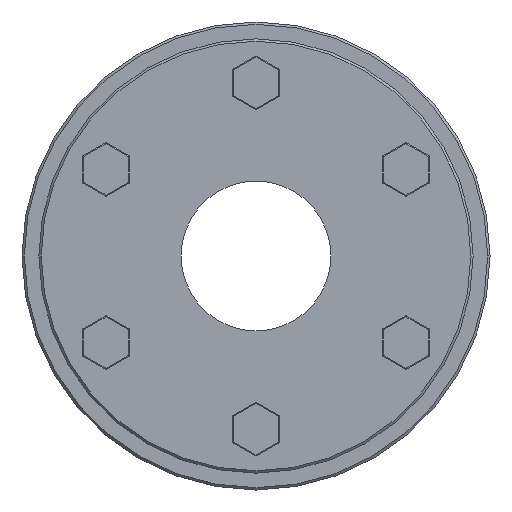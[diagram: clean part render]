
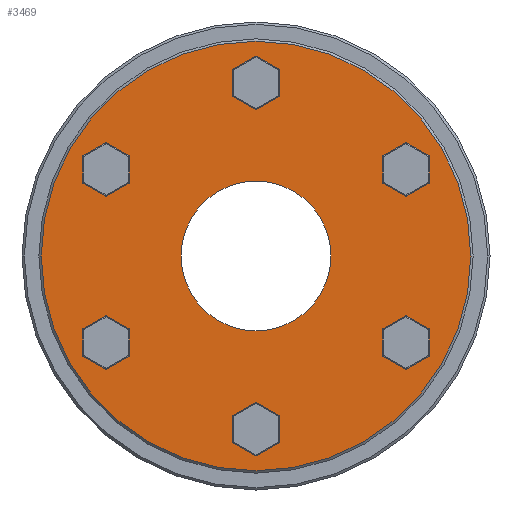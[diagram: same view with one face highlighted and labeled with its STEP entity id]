
A CAD part, left-side view. The second image highlights one B-rep face of the part: STEP entity #3469.
In plain terms, the highlighted planar face has unit normal (-1, 0, 0).
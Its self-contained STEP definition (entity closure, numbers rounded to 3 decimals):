
#504 = CIRCLE ( 'NONE', #14664, 16. ) ;
#513 = CIRCLE ( 'NONE', #14668, 16. ) ;
#542 = CARTESIAN_POINT ( 'NONE',  ( -31., 0., 0. ) ) ;
#543 = DIRECTION ( 'NONE',  ( 1., 0., 0. ) ) ;
#544 = DIRECTION ( 'NONE',  ( 0., 1., 0. ) ) ;
#559 = CARTESIAN_POINT ( 'NONE',  ( -31., 0., 0. ) ) ;
#561 = DIRECTION ( 'NONE',  ( 1., 0., 0. ) ) ;
#562 = DIRECTION ( 'NONE',  ( 0., 1., 0. ) ) ;
#569 = CARTESIAN_POINT ( 'NONE',  ( -31., 0., 0. ) ) ;
#575 = DIRECTION ( 'NONE',  ( -1., 0., 0. ) ) ;
#576 = DIRECTION ( 'NONE',  ( 0., -1., 0. ) ) ;
#1221 = CARTESIAN_POINT ( 'NONE',  ( -31., 0., 0. ) ) ;
#1223 = DIRECTION ( 'NONE',  ( -1., 0., 0. ) ) ;
#1224 = DIRECTION ( 'NONE',  ( 0., -1., 0. ) ) ;
#1715 = CIRCLE ( 'NONE', #14673, 45.887 ) ;
#2100 = CIRCLE ( 'NONE', #14802, 45.887 ) ;
#3226 = CARTESIAN_POINT ( 'NONE',  ( -31., -45.887, 0. ) ) ;
#3230 = CARTESIAN_POINT ( 'NONE',  ( -31., 45.887, 0. ) ) ;
#3296 = EDGE_LOOP ( 'NONE', ( #4513, #4514 ) ) ;
#3313 = EDGE_LOOP ( 'NONE', ( #4515, #4516 ) ) ;
#3469 = ADVANCED_FACE ( 'NONE', ( #9706, #9708 ), #9255, .T. ) ;
#4083 = VERTEX_POINT ( 'NONE', #11404 ) ;
#4084 = VERTEX_POINT ( 'NONE', #11405 ) ;
#4513 = ORIENTED_EDGE ( 'NONE', *, *, #6948, .T. ) ;
#4514 = ORIENTED_EDGE ( 'NONE', *, *, #7206, .T. ) ;
#4515 = ORIENTED_EDGE ( 'NONE', *, *, #6936, .T. ) ;
#4516 = ORIENTED_EDGE ( 'NONE', *, *, #6943, .T. ) ;
#6936 = EDGE_CURVE ( 'NONE', #4083, #4084, #504, .T. ) ;
#6943 = EDGE_CURVE ( 'NONE', #4084, #4083, #513, .T. ) ;
#6948 = EDGE_CURVE ( 'NONE', #11582, #11559, #1715, .T. ) ;
#7206 = EDGE_CURVE ( 'NONE', #11559, #11582, #2100, .T. ) ;
#9254 = CARTESIAN_POINT ( 'NONE',  ( -31., 16., 0. ) ) ;
#9255 = PLANE ( 'NONE',  #10119 ) ;
#9257 = DIRECTION ( 'NONE',  ( -1., 0., 0. ) ) ;
#9258 = DIRECTION ( 'NONE',  ( 0., -1., 0. ) ) ;
#9706 = FACE_OUTER_BOUND ( 'NONE', #3296, .T. ) ;
#9708 = FACE_BOUND ( 'NONE', #3313, .T. ) ;
#10119 = AXIS2_PLACEMENT_3D ( 'NONE', #9254, #9257, #9258 ) ;
#11404 = CARTESIAN_POINT ( 'NONE',  ( -31., 16., 0. ) ) ;
#11405 = CARTESIAN_POINT ( 'NONE',  ( -31., -16., 0. ) ) ;
#11559 = VERTEX_POINT ( 'NONE', #3226 ) ;
#11582 = VERTEX_POINT ( 'NONE', #3230 ) ;
#14664 = AXIS2_PLACEMENT_3D ( 'NONE', #542, #543, #544 ) ;
#14668 = AXIS2_PLACEMENT_3D ( 'NONE', #559, #561, #562 ) ;
#14673 = AXIS2_PLACEMENT_3D ( 'NONE', #569, #575, #576 ) ;
#14802 = AXIS2_PLACEMENT_3D ( 'NONE', #1221, #1223, #1224 ) ;
